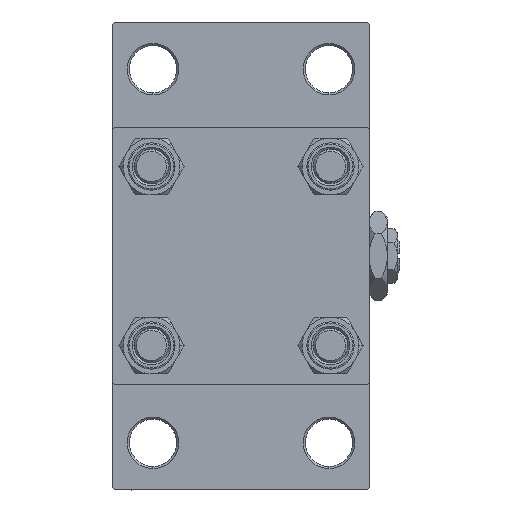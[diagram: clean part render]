
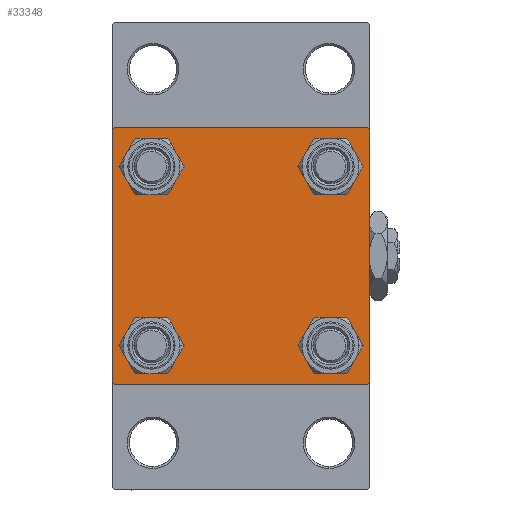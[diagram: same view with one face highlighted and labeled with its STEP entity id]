
A CAD part, left-side view. The second image highlights one B-rep face of the part: STEP entity #33348.
In plain terms, the highlighted planar face has unit normal (-1, 0, 0).
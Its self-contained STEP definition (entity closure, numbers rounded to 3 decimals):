
#17 = VERTEX_POINT ( 'NONE', #48406 ) ;
#33 = DIRECTION ( 'NONE',  ( 0., 0., -1. ) ) ;
#218 = CARTESIAN_POINT ( 'NONE',  ( 0., 20.85, -16.35 ) ) ;
#797 = CARTESIAN_POINT ( 'NONE',  ( 0., -29.5, 30. ) ) ;
#971 = CIRCLE ( 'NONE', #7354, 4.5 ) ;
#1175 = VERTEX_POINT ( 'NONE', #6238 ) ;
#1379 = FACE_OUTER_BOUND ( 'NONE', #2562, .T. ) ;
#1621 = PLANE ( 'NONE',  #37323 ) ;
#1814 = LINE ( 'NONE', #36219, #46130 ) ;
#2128 = CARTESIAN_POINT ( 'NONE',  ( 0., 20.85, -20.85 ) ) ;
#2137 = ORIENTED_EDGE ( 'NONE', *, *, #20651, .T. ) ;
#2562 = EDGE_LOOP ( 'NONE', ( #39929, #42163, #8011, #39406, #41431, #21974, #6818, #25960 ) ) ;
#2891 = ORIENTED_EDGE ( 'NONE', *, *, #24458, .T. ) ;
#2959 = DIRECTION ( 'NONE',  ( 0., 0., 1. ) ) ;
#3284 = AXIS2_PLACEMENT_3D ( 'NONE', #17106, #39060, #32309 ) ;
#3373 = CARTESIAN_POINT ( 'NONE',  ( 0., 29.75, -29.75 ) ) ;
#3503 = DIRECTION ( 'NONE',  ( 0., 0., 1. ) ) ;
#3504 = ORIENTED_EDGE ( 'NONE', *, *, #10552, .T. ) ;
#3739 = DIRECTION ( 'NONE',  ( 0., 0., 1. ) ) ;
#4151 = EDGE_CURVE ( 'NONE', #10590, #12088, #36165, .T. ) ;
#4914 = DIRECTION ( 'NONE',  ( 0., 0., 1. ) ) ;
#5043 = ORIENTED_EDGE ( 'NONE', *, *, #40551, .T. ) ;
#5609 = EDGE_LOOP ( 'NONE', ( #2891, #6315 ) ) ;
#6188 = VECTOR ( 'NONE', #47138, 1000. ) ;
#6238 = CARTESIAN_POINT ( 'NONE',  ( 0., -20.85, -25.35 ) ) ;
#6315 = ORIENTED_EDGE ( 'NONE', *, *, #40965, .T. ) ;
#6374 = EDGE_CURVE ( 'NONE', #8117, #10590, #1814, .T. ) ;
#6752 = CARTESIAN_POINT ( 'NONE',  ( 0., 20.85, 20.85 ) ) ;
#6818 = ORIENTED_EDGE ( 'NONE', *, *, #39035, .F. ) ;
#6948 = CARTESIAN_POINT ( 'NONE',  ( 0., 30., -29.5 ) ) ;
#7354 = AXIS2_PLACEMENT_3D ( 'NONE', #47597, #32640, #47840 ) ;
#7374 = VECTOR ( 'NONE', #36781, 1000. ) ;
#7435 = VERTEX_POINT ( 'NONE', #25187 ) ;
#7780 = DIRECTION ( 'NONE',  ( 0., 0., 1. ) ) ;
#8011 = ORIENTED_EDGE ( 'NONE', *, *, #38024, .T. ) ;
#8117 = VERTEX_POINT ( 'NONE', #31378 ) ;
#8520 = CARTESIAN_POINT ( 'NONE',  ( 0., -20.85, 16.35 ) ) ;
#8913 = CARTESIAN_POINT ( 'NONE',  ( 0., -20.85, 25.35 ) ) ;
#9852 = CIRCLE ( 'NONE', #36939, 4.5 ) ;
#10410 = AXIS2_PLACEMENT_3D ( 'NONE', #6752, #26191, #3503 ) ;
#10434 = DIRECTION ( 'NONE',  ( 1., 0., 0. ) ) ;
#10552 = EDGE_CURVE ( 'NONE', #43122, #39272, #23178, .T. ) ;
#10590 = VERTEX_POINT ( 'NONE', #22083 ) ;
#10746 = EDGE_CURVE ( 'NONE', #22299, #18164, #16547, .T. ) ;
#11357 = LINE ( 'NONE', #3373, #7374 ) ;
#11409 = CARTESIAN_POINT ( 'NONE',  ( 0., -29.75, -29.75 ) ) ;
#12088 = VERTEX_POINT ( 'NONE', #6948 ) ;
#12584 = ORIENTED_EDGE ( 'NONE', *, *, #15849, .T. ) ;
#12861 = FACE_BOUND ( 'NONE', #46794, .T. ) ;
#13064 = DIRECTION ( 'NONE',  ( 0., 0.707, 0.707 ) ) ;
#13342 = FACE_BOUND ( 'NONE', #48155, .T. ) ;
#13945 = CARTESIAN_POINT ( 'NONE',  ( 0., -20.85, -20.85 ) ) ;
#15849 = EDGE_CURVE ( 'NONE', #47297, #7435, #25617, .T. ) ;
#16084 = CARTESIAN_POINT ( 'NONE',  ( 0., -30., -29.5 ) ) ;
#16107 = FACE_BOUND ( 'NONE', #34749, .T. ) ;
#16547 = LINE ( 'NONE', #39004, #33535 ) ;
#16642 = LINE ( 'NONE', #40059, #38179 ) ;
#17106 = CARTESIAN_POINT ( 'NONE',  ( 0., -20.85, 20.85 ) ) ;
#17274 = DIRECTION ( 'NONE',  ( 0., 0.707, -0.707 ) ) ;
#17824 = EDGE_CURVE ( 'NONE', #12088, #17, #11357, .T. ) ;
#18164 = VERTEX_POINT ( 'NONE', #797 ) ;
#19957 = ORIENTED_EDGE ( 'NONE', *, *, #41244, .T. ) ;
#20651 = EDGE_CURVE ( 'NONE', #33818, #45333, #9852, .T. ) ;
#20911 = EDGE_CURVE ( 'NONE', #46146, #27314, #26358, .T. ) ;
#21974 = ORIENTED_EDGE ( 'NONE', *, *, #10746, .T. ) ;
#22083 = CARTESIAN_POINT ( 'NONE',  ( 0., 30., 29.5 ) ) ;
#22299 = VERTEX_POINT ( 'NONE', #28918 ) ;
#22512 = DIRECTION ( 'NONE',  ( 1., 0., 0. ) ) ;
#22825 = CARTESIAN_POINT ( 'NONE',  ( 0., -20.85, -16.35 ) ) ;
#23178 = CIRCLE ( 'NONE', #3284, 4.5 ) ;
#24248 = EDGE_CURVE ( 'NONE', #22299, #27314, #34180, .T. ) ;
#24458 = EDGE_CURVE ( 'NONE', #41411, #1175, #33088, .T. ) ;
#24561 = CARTESIAN_POINT ( 'NONE',  ( 0., 0., 0. ) ) ;
#24637 = VECTOR ( 'NONE', #30488, 1000. ) ;
#25169 = CARTESIAN_POINT ( 'NONE',  ( 0., 20.85, 25.35 ) ) ;
#25187 = CARTESIAN_POINT ( 'NONE',  ( 0., 20.85, 16.35 ) ) ;
#25617 = CIRCLE ( 'NONE', #47117, 4.5 ) ;
#25960 = ORIENTED_EDGE ( 'NONE', *, *, #6374, .T. ) ;
#26148 = ORIENTED_EDGE ( 'NONE', *, *, #45046, .T. ) ;
#26191 = DIRECTION ( 'NONE',  ( 1., 0., 0. ) ) ;
#26358 = LINE ( 'NONE', #11409, #32210 ) ;
#26375 = DIRECTION ( 'NONE',  ( 0., 0., 1. ) ) ;
#27314 = VERTEX_POINT ( 'NONE', #16084 ) ;
#27946 = CIRCLE ( 'NONE', #34323, 4.5 ) ;
#28918 = CARTESIAN_POINT ( 'NONE',  ( 0., -30., 29.5 ) ) ;
#30217 = CARTESIAN_POINT ( 'NONE',  ( 0., 20.85, -20.85 ) ) ;
#30488 = DIRECTION ( 'NONE',  ( 0., -1., 0. ) ) ;
#30708 = VECTOR ( 'NONE', #33, 1000. ) ;
#31088 = CIRCLE ( 'NONE', #37463, 4.5 ) ;
#31378 = CARTESIAN_POINT ( 'NONE',  ( 0., 29.5, 30. ) ) ;
#31597 = CARTESIAN_POINT ( 'NONE',  ( 0., 20.85, -25.35 ) ) ;
#31828 = DIRECTION ( 'NONE',  ( 1., 0., 0. ) ) ;
#32210 = VECTOR ( 'NONE', #38070, 1000. ) ;
#32309 = DIRECTION ( 'NONE',  ( 0., 0., 1. ) ) ;
#32421 = CARTESIAN_POINT ( 'NONE',  ( 0., 30., 30. ) ) ;
#32640 = DIRECTION ( 'NONE',  ( 1., 0., 0. ) ) ;
#33088 = CIRCLE ( 'NONE', #33878, 4.5 ) ;
#33348 = ADVANCED_FACE ( 'NONE', ( #13342, #35544, #12861, #16107, #1379 ), #1621, .T. ) ;
#33535 = VECTOR ( 'NONE', #13064, 1000. ) ;
#33818 = VERTEX_POINT ( 'NONE', #31597 ) ;
#33878 = AXIS2_PLACEMENT_3D ( 'NONE', #13945, #36873, #2959 ) ;
#34180 = LINE ( 'NONE', #46141, #30708 ) ;
#34323 = AXIS2_PLACEMENT_3D ( 'NONE', #2128, #31828, #4914 ) ;
#34749 = EDGE_LOOP ( 'NONE', ( #12584, #5043 ) ) ;
#35347 = DIRECTION ( 'NONE',  ( 0., -1., 0. ) ) ;
#35544 = FACE_BOUND ( 'NONE', #5609, .T. ) ;
#36092 = CARTESIAN_POINT ( 'NONE',  ( 0., -29.5, -30. ) ) ;
#36165 = LINE ( 'NONE', #32421, #6188 ) ;
#36219 = CARTESIAN_POINT ( 'NONE',  ( 0., 29.75, 29.75 ) ) ;
#36661 = CIRCLE ( 'NONE', #10410, 4.5 ) ;
#36781 = DIRECTION ( 'NONE',  ( 0., -0.707, -0.707 ) ) ;
#36873 = DIRECTION ( 'NONE',  ( 1., 0., 0. ) ) ;
#36939 = AXIS2_PLACEMENT_3D ( 'NONE', #30217, #22512, #7780 ) ;
#37323 = AXIS2_PLACEMENT_3D ( 'NONE', #24561, #39772, #40012 ) ;
#37463 = AXIS2_PLACEMENT_3D ( 'NONE', #45313, #10434, #26375 ) ;
#37909 = DIRECTION ( 'NONE',  ( 1., 0., 0. ) ) ;
#38024 = EDGE_CURVE ( 'NONE', #17, #46146, #16642, .T. ) ;
#38070 = DIRECTION ( 'NONE',  ( 0., -0.707, 0.707 ) ) ;
#38179 = VECTOR ( 'NONE', #35347, 1000. ) ;
#39004 = CARTESIAN_POINT ( 'NONE',  ( 0., -29.75, 29.75 ) ) ;
#39035 = EDGE_CURVE ( 'NONE', #8117, #18164, #42451, .T. ) ;
#39060 = DIRECTION ( 'NONE',  ( 1., 0., 0. ) ) ;
#39272 = VERTEX_POINT ( 'NONE', #8520 ) ;
#39406 = ORIENTED_EDGE ( 'NONE', *, *, #20911, .T. ) ;
#39772 = DIRECTION ( 'NONE',  ( -1., 0., 0. ) ) ;
#39929 = ORIENTED_EDGE ( 'NONE', *, *, #4151, .T. ) ;
#40012 = DIRECTION ( 'NONE',  ( 0., 0., 1. ) ) ;
#40059 = CARTESIAN_POINT ( 'NONE',  ( 0., 30., -30. ) ) ;
#40551 = EDGE_CURVE ( 'NONE', #7435, #47297, #36661, .T. ) ;
#40918 = CARTESIAN_POINT ( 'NONE',  ( 0., 20.85, 20.85 ) ) ;
#40965 = EDGE_CURVE ( 'NONE', #1175, #41411, #31088, .T. ) ;
#41244 = EDGE_CURVE ( 'NONE', #45333, #33818, #27946, .T. ) ;
#41411 = VERTEX_POINT ( 'NONE', #22825 ) ;
#41431 = ORIENTED_EDGE ( 'NONE', *, *, #24248, .F. ) ;
#42163 = ORIENTED_EDGE ( 'NONE', *, *, #17824, .T. ) ;
#42451 = LINE ( 'NONE', #42931, #24637 ) ;
#42931 = CARTESIAN_POINT ( 'NONE',  ( 0., 30., 30. ) ) ;
#43122 = VERTEX_POINT ( 'NONE', #8913 ) ;
#45046 = EDGE_CURVE ( 'NONE', #39272, #43122, #971, .T. ) ;
#45313 = CARTESIAN_POINT ( 'NONE',  ( 0., -20.85, -20.85 ) ) ;
#45333 = VERTEX_POINT ( 'NONE', #218 ) ;
#46130 = VECTOR ( 'NONE', #17274, 1000. ) ;
#46141 = CARTESIAN_POINT ( 'NONE',  ( 0., -30., 30. ) ) ;
#46146 = VERTEX_POINT ( 'NONE', #36092 ) ;
#46794 = EDGE_LOOP ( 'NONE', ( #19957, #2137 ) ) ;
#47117 = AXIS2_PLACEMENT_3D ( 'NONE', #40918, #37909, #3739 ) ;
#47138 = DIRECTION ( 'NONE',  ( 0., 0., -1. ) ) ;
#47297 = VERTEX_POINT ( 'NONE', #25169 ) ;
#47597 = CARTESIAN_POINT ( 'NONE',  ( 0., -20.85, 20.85 ) ) ;
#47840 = DIRECTION ( 'NONE',  ( 0., 0., 1. ) ) ;
#48155 = EDGE_LOOP ( 'NONE', ( #3504, #26148 ) ) ;
#48406 = CARTESIAN_POINT ( 'NONE',  ( 0., 29.5, -30. ) ) ;
